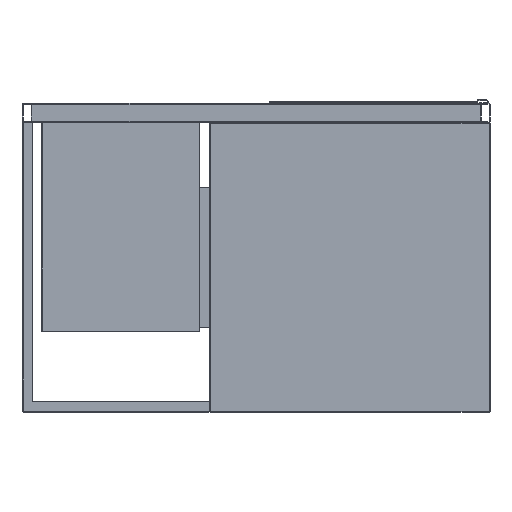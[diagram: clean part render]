
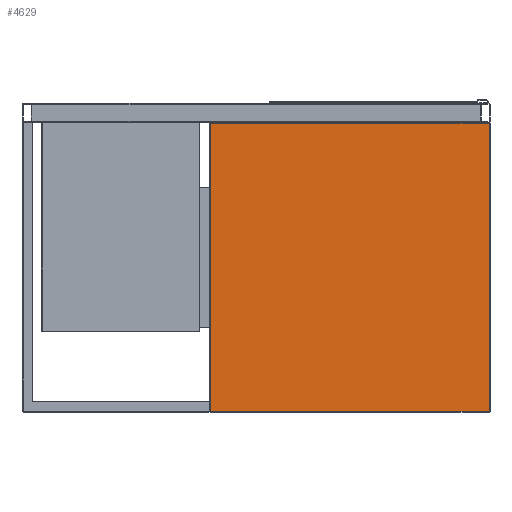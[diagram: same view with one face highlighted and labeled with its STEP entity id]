
A CAD part, front view. The second image highlights one B-rep face of the part: STEP entity #4629.
In plain terms, the highlighted planar face has unit normal (0, -1, 0).
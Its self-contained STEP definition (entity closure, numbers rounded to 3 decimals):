
#214 = LINE ( 'NONE', #20292, #30748 ) ;
#1149 = CARTESIAN_POINT ( 'NONE',  ( -300., -280., -658. ) ) ;
#1704 = VECTOR ( 'NONE', #21870, 1000. ) ;
#2292 = ORIENTED_EDGE ( 'NONE', *, *, #16413, .T. ) ;
#2665 = VERTEX_POINT ( 'NONE', #7011 ) ;
#3018 = DIRECTION ( 'NONE',  ( 0., 0., -1. ) ) ;
#3979 = EDGE_CURVE ( 'NONE', #22165, #19359, #13646, .T. ) ;
#4498 = CARTESIAN_POINT ( 'NONE',  ( -298., -280., -658. ) ) ;
#4629 = ADVANCED_FACE ( 'Fl�che8', ( #20948 ), #15844, .T. ) ;
#5473 = DIRECTION ( 'NONE',  ( 0., 0., -1. ) ) ;
#6643 = AXIS2_PLACEMENT_3D ( 'NONE', #31306, #10912, #5473 ) ;
#6990 = LINE ( 'NONE', #14548, #29000 ) ;
#7011 = CARTESIAN_POINT ( 'NONE',  ( -298., -280., -42. ) ) ;
#7773 = ORIENTED_EDGE ( 'NONE', *, *, #13583, .T. ) ;
#9599 = ORIENTED_EDGE ( 'NONE', *, *, #3979, .T. ) ;
#10912 = DIRECTION ( 'NONE',  ( 0., -1., 0. ) ) ;
#13477 = DIRECTION ( 'NONE',  ( 0., 0., 1. ) ) ;
#13583 = EDGE_CURVE ( 'NONE', #2665, #22165, #214, .T. ) ;
#13646 = LINE ( 'NONE', #1149, #1704 ) ;
#13798 = VERTEX_POINT ( 'NONE', #18272 ) ;
#14548 = CARTESIAN_POINT ( 'NONE',  ( -300., -280., -42. ) ) ;
#15844 = PLANE ( 'NONE',  #6643 ) ;
#16413 = EDGE_CURVE ( 'NONE', #13798, #2665, #6990, .T. ) ;
#17981 = VECTOR ( 'NONE', #13477, 1000. ) ;
#18272 = CARTESIAN_POINT ( 'NONE',  ( 298., -280., -42. ) ) ;
#19359 = VERTEX_POINT ( 'NONE', #19486 ) ;
#19486 = CARTESIAN_POINT ( 'NONE',  ( 298., -280., -658. ) ) ;
#20292 = CARTESIAN_POINT ( 'NONE',  ( -298., -280., -660. ) ) ;
#20948 = FACE_OUTER_BOUND ( 'NONE', #22338, .T. ) ;
#21201 = CARTESIAN_POINT ( 'NONE',  ( 298., -280., -660. ) ) ;
#21870 = DIRECTION ( 'NONE',  ( 1., 0., 0. ) ) ;
#22165 = VERTEX_POINT ( 'NONE', #4498 ) ;
#22338 = EDGE_LOOP ( 'NONE', ( #2292, #7773, #9599, #31150 ) ) ;
#24414 = DIRECTION ( 'NONE',  ( -1., 0., 0. ) ) ;
#26127 = LINE ( 'NONE', #21201, #17981 ) ;
#29000 = VECTOR ( 'NONE', #24414, 1000. ) ;
#30748 = VECTOR ( 'NONE', #3018, 1000. ) ;
#30799 = EDGE_CURVE ( 'NONE', #19359, #13798, #26127, .T. ) ;
#31150 = ORIENTED_EDGE ( 'NONE', *, *, #30799, .T. ) ;
#31306 = CARTESIAN_POINT ( 'NONE',  ( -300., -280., -660. ) ) ;
